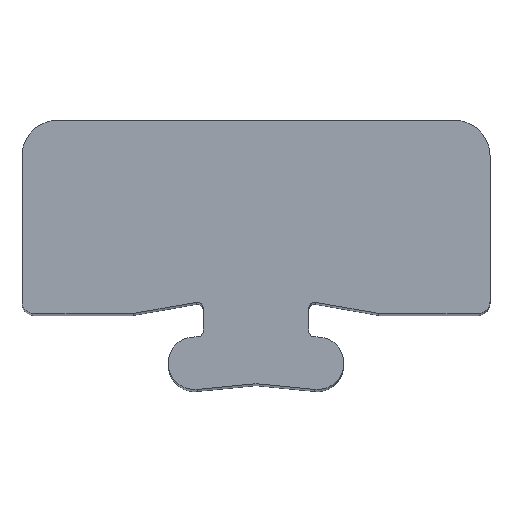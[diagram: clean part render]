
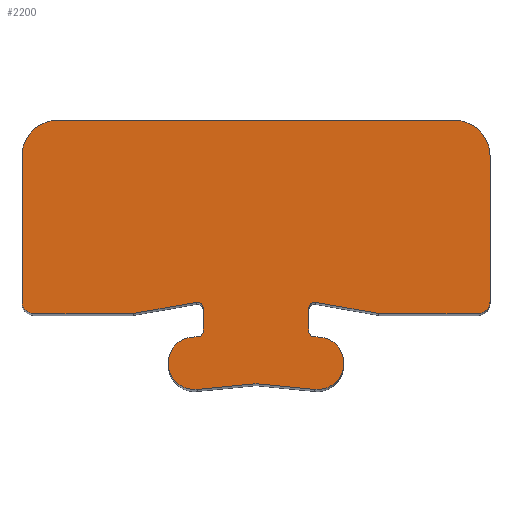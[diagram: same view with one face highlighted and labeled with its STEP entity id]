
A CAD part, top view. The second image highlights one B-rep face of the part: STEP entity #2200.
In plain terms, the highlighted planar face has unit normal (0, 0, 1).
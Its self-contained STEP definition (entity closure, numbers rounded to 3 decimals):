
#10=CARTESIAN_POINT('',(-23.83,-14.662,-1800.));
#20=DIRECTION('',(0.,0.,1.));
#30=DIRECTION('',(1.,0.,0.));
#40=AXIS2_PLACEMENT_3D('',#10,#20,#30);
#50=PLANE('',#40);
#60=CARTESIAN_POINT('',(-16.863,-1.151,-1800.));
#70=DIRECTION('',(0.995,0.097,0.));
#80=VECTOR('',#70,1.);
#90=LINE('',#60,#80);
#100=CARTESIAN_POINT('',(-16.863,-1.151,-1800.));
#110=VERTEX_POINT('',#100);
#120=CARTESIAN_POINT('',(-11.83,-0.662,-1800.));
#130=VERTEX_POINT('',#120);
#140=EDGE_CURVE('',#110,#130,#90,.T.);
#150=ORIENTED_EDGE('',*,*,#140,.T.);
#160=CARTESIAN_POINT('',(-17.08,1.088,-1800.));
#170=DIRECTION('',(0.,0.,-1.));
#180=DIRECTION('',(-1.,0.,0.));
#190=AXIS2_PLACEMENT_3D('',#160,#170,#180);
#200=CIRCLE('',#190,2.25);
#210=CARTESIAN_POINT('',(-17.08,3.338,-1800.));
#220=VERTEX_POINT('',#210);
#230=EDGE_CURVE('',#110,#220,#200,.T.);
#240=ORIENTED_EDGE('',*,*,#230,.F.);
#250=CARTESIAN_POINT('',(8.17,3.338,-1800.));
#260=DIRECTION('',(-1.,0.,0.));
#270=VECTOR('',#260,1.);
#280=LINE('',#250,#270);
#290=CARTESIAN_POINT('',(-16.83,3.338,-1800.));
#300=VERTEX_POINT('',#290);
#310=EDGE_CURVE('',#300,#220,#280,.T.);
#320=ORIENTED_EDGE('',*,*,#310,.T.);
#330=CARTESIAN_POINT('',(-16.83,3.838,-1800.));
#340=DIRECTION('',(0.,0.,1.));
#350=DIRECTION('',(1.,0.,0.));
#360=AXIS2_PLACEMENT_3D('',#330,#340,#350);
#370=CIRCLE('',#360,0.5);
#380=CARTESIAN_POINT('',(-16.33,3.838,-1800.));
#390=VERTEX_POINT('',#380);
#400=EDGE_CURVE('',#300,#390,#370,.T.);
#410=ORIENTED_EDGE('',*,*,#400,.F.);
#420=CARTESIAN_POINT('',(-16.33,-14.662,-1800.));
#430=DIRECTION('',(0.,-1.,0.));
#440=VECTOR('',#430,1.);
#450=LINE('',#420,#440);
#460=CARTESIAN_POINT('',(-16.33,5.8,-1800.));
#470=VERTEX_POINT('',#460);
#480=EDGE_CURVE('',#470,#390,#450,.T.);
#490=ORIENTED_EDGE('',*,*,#480,.T.);
#500=CARTESIAN_POINT('',(-16.83,5.8,-1800.));
#510=DIRECTION('',(0.,0.,-1.));
#520=DIRECTION('',(-1.,0.,0.));
#530=AXIS2_PLACEMENT_3D('',#500,#510,#520);
#540=CIRCLE('',#530,0.5);
#550=CARTESIAN_POINT('',(-16.917,6.293,-1800.));
#560=VERTEX_POINT('',#550);
#570=EDGE_CURVE('',#560,#470,#540,.T.);
#580=ORIENTED_EDGE('',*,*,#570,.T.);
#590=CARTESIAN_POINT('',(0.17,9.305,-1800.));
#600=DIRECTION('',(0.985,0.174,0.));
#610=VECTOR('',#600,1.);
#620=LINE('',#590,#610);
#630=CARTESIAN_POINT('',(-22.287,5.346,-1800.));
#640=VERTEX_POINT('',#630);
#650=EDGE_CURVE('',#640,#560,#620,.T.);
#660=ORIENTED_EDGE('',*,*,#650,.T.);
#670=CARTESIAN_POINT('',(-22.374,5.838,-1800.));
#680=DIRECTION('',(0.,0.,1.));
#690=DIRECTION('',(1.,0.,0.));
#700=AXIS2_PLACEMENT_3D('',#670,#680,#690);
#710=CIRCLE('',#700,0.5);
#720=CARTESIAN_POINT('',(-22.374,5.338,-1800.));
#730=VERTEX_POINT('',#720);
#740=EDGE_CURVE('',#730,#640,#710,.T.);
#750=ORIENTED_EDGE('',*,*,#740,.T.);
#760=CARTESIAN_POINT('',(-16.83,5.338,-1800.));
#770=DIRECTION('',(-1.,0.,0.));
#780=VECTOR('',#770,1.);
#790=LINE('',#760,#780);
#800=CARTESIAN_POINT('',(-30.83,5.338,-1800.));
#810=VERTEX_POINT('',#800);
#820=EDGE_CURVE('',#730,#810,#790,.T.);
#830=ORIENTED_EDGE('',*,*,#820,.F.);
#840=CARTESIAN_POINT('',(-30.83,6.338,-1800.));
#850=DIRECTION('',(0.,0.,-1.));
#860=DIRECTION('',(-1.,0.,0.));
#870=AXIS2_PLACEMENT_3D('',#840,#850,#860);
#880=CIRCLE('',#870,1.);
#890=CARTESIAN_POINT('',(-31.83,6.338,-1800.));
#900=VERTEX_POINT('',#890);
#910=EDGE_CURVE('',#810,#900,#880,.T.);
#920=ORIENTED_EDGE('',*,*,#910,.F.);
#930=CARTESIAN_POINT('',(-31.83,0.638,-1800.));
#940=DIRECTION('',(0.,1.,0.));
#950=VECTOR('',#940,1.);
#960=LINE('',#930,#950);
#970=CARTESIAN_POINT('',(-31.83,18.838,-1800.));
#980=VERTEX_POINT('',#970);
#990=EDGE_CURVE('',#900,#980,#960,.T.);
#1000=ORIENTED_EDGE('',*,*,#990,.F.);
#1010=CARTESIAN_POINT('',(-28.83,18.838,-1800.));
#1020=DIRECTION('',(0.,0.,-1.));
#1030=DIRECTION('',(-1.,0.,0.));
#1040=AXIS2_PLACEMENT_3D('',#1010,#1020,#1030);
#1050=CIRCLE('',#1040,3.);
#1060=CARTESIAN_POINT('',(-28.83,21.838,-1800.));
#1070=VERTEX_POINT('',#1060);
#1080=EDGE_CURVE('',#980,#1070,#1050,.T.);
#1090=ORIENTED_EDGE('',*,*,#1080,.F.);
#1100=CARTESIAN_POINT('',(-6.83,21.838,-1800.));
#1110=DIRECTION('',(1.,0.,0.));
#1120=VECTOR('',#1110,1.);
#1130=LINE('',#1100,#1120);
#1140=CARTESIAN_POINT('',(5.17,21.838,-1800.));
#1150=VERTEX_POINT('',#1140);
#1160=EDGE_CURVE('',#1070,#1150,#1130,.T.);
#1170=ORIENTED_EDGE('',*,*,#1160,.F.);
#1180=CARTESIAN_POINT('',(5.17,18.838,-1800.));
#1190=DIRECTION('',(0.,0.,1.));
#1200=DIRECTION('',(1.,0.,0.));
#1210=AXIS2_PLACEMENT_3D('',#1180,#1190,#1200);
#1220=CIRCLE('',#1210,3.);
#1230=CARTESIAN_POINT('',(8.17,18.838,-1800.));
#1240=VERTEX_POINT('',#1230);
#1250=EDGE_CURVE('',#1240,#1150,#1220,.T.);
#1260=ORIENTED_EDGE('',*,*,#1250,.T.);
#1270=CARTESIAN_POINT('',(8.17,0.638,-1800.));
#1280=DIRECTION('',(0.,1.,0.));
#1290=VECTOR('',#1280,1.);
#1300=LINE('',#1270,#1290);
#1310=CARTESIAN_POINT('',(8.17,6.338,-1800.));
#1320=VERTEX_POINT('',#1310);
#1330=EDGE_CURVE('',#1320,#1240,#1300,.T.);
#1340=ORIENTED_EDGE('',*,*,#1330,.T.);
#1350=CARTESIAN_POINT('',(7.17,6.338,-1800.));
#1360=DIRECTION('',(0.,0.,1.));
#1370=DIRECTION('',(1.,0.,0.));
#1380=AXIS2_PLACEMENT_3D('',#1350,#1360,#1370);
#1390=CIRCLE('',#1380,1.);
#1400=CARTESIAN_POINT('',(7.17,5.338,-1800.));
#1410=VERTEX_POINT('',#1400);
#1420=EDGE_CURVE('',#1410,#1320,#1390,.T.);
#1430=ORIENTED_EDGE('',*,*,#1420,.T.);
#1440=CARTESIAN_POINT('',(-6.83,5.338,-1800.));
#1450=DIRECTION('',(1.,0.,0.));
#1460=VECTOR('',#1450,1.);
#1470=LINE('',#1440,#1460);
#1480=CARTESIAN_POINT('',(-1.287,5.338,-1800.));
#1490=VERTEX_POINT('',#1480);
#1500=EDGE_CURVE('',#1490,#1410,#1470,.T.);
#1510=ORIENTED_EDGE('',*,*,#1500,.T.);
#1520=CARTESIAN_POINT('',(-1.287,5.838,-1800.));
#1530=DIRECTION('',(0.,0.,-1.));
#1540=DIRECTION('',(-1.,0.,0.));
#1550=AXIS2_PLACEMENT_3D('',#1520,#1530,#1540);
#1560=CIRCLE('',#1550,0.5);
#1570=CARTESIAN_POINT('',(-1.373,5.346,-1800.));
#1580=VERTEX_POINT('',#1570);
#1590=EDGE_CURVE('',#1490,#1580,#1560,.T.);
#1600=ORIENTED_EDGE('',*,*,#1590,.F.);
#1610=CARTESIAN_POINT('',(-23.83,9.305,-1800.));
#1620=DIRECTION('',(-0.985,0.174,0.));
#1630=VECTOR('',#1620,1.);
#1640=LINE('',#1610,#1630);
#1650=CARTESIAN_POINT('',(-6.744,6.293,-1800.));
#1660=VERTEX_POINT('',#1650);
#1670=EDGE_CURVE('',#1580,#1660,#1640,.T.);
#1680=ORIENTED_EDGE('',*,*,#1670,.F.);
#1690=CARTESIAN_POINT('',(-6.83,5.8,-1800.));
#1700=DIRECTION('',(0.,0.,1.));
#1710=DIRECTION('',(1.,0.,0.));
#1720=AXIS2_PLACEMENT_3D('',#1690,#1700,#1710);
#1730=CIRCLE('',#1720,0.5);
#1740=CARTESIAN_POINT('',(-7.33,5.8,-1800.));
#1750=VERTEX_POINT('',#1740);
#1760=EDGE_CURVE('',#1660,#1750,#1730,.T.);
#1770=ORIENTED_EDGE('',*,*,#1760,.F.);
#1780=CARTESIAN_POINT('',(-7.33,-14.662,-1800.));
#1790=DIRECTION('',(0.,-1.,0.));
#1800=VECTOR('',#1790,1.);
#1810=LINE('',#1780,#1800);
#1820=CARTESIAN_POINT('',(-7.33,3.838,-1800.));
#1830=VERTEX_POINT('',#1820);
#1840=EDGE_CURVE('',#1750,#1830,#1810,.T.);
#1850=ORIENTED_EDGE('',*,*,#1840,.F.);
#1860=CARTESIAN_POINT('',(-6.83,3.838,-1800.));
#1870=DIRECTION('',(0.,0.,-1.));
#1880=DIRECTION('',(-1.,0.,0.));
#1890=AXIS2_PLACEMENT_3D('',#1860,#1870,#1880);
#1900=CIRCLE('',#1890,0.5);
#1910=CARTESIAN_POINT('',(-6.83,3.338,-1800.));
#1920=VERTEX_POINT('',#1910);
#1930=EDGE_CURVE('',#1920,#1830,#1900,.T.);
#1940=ORIENTED_EDGE('',*,*,#1930,.T.);
#1950=CARTESIAN_POINT('',(-31.83,3.338,-1800.));
#1960=DIRECTION('',(1.,0.,0.));
#1970=VECTOR('',#1960,1.);
#1980=LINE('',#1950,#1970);
#1990=CARTESIAN_POINT('',(-6.58,3.338,-1800.));
#2000=VERTEX_POINT('',#1990);
#2010=EDGE_CURVE('',#1920,#2000,#1980,.T.);
#2020=ORIENTED_EDGE('',*,*,#2010,.F.);
#2030=CARTESIAN_POINT('',(-6.58,1.088,-1800.));
#2040=DIRECTION('',(0.,0.,1.));
#2050=DIRECTION('',(1.,0.,0.));
#2060=AXIS2_PLACEMENT_3D('',#2030,#2040,#2050);
#2070=CIRCLE('',#2060,2.25);
#2080=CARTESIAN_POINT('',(-6.798,-1.151,-1800.));
#2090=VERTEX_POINT('',#2080);
#2100=EDGE_CURVE('',#2090,#2000,#2070,.T.);
#2110=ORIENTED_EDGE('',*,*,#2100,.T.);
#2120=CARTESIAN_POINT('',(-6.798,-1.151,-1800.));
#2130=DIRECTION('',(-0.995,0.097,0.));
#2140=VECTOR('',#2130,1.);
#2150=LINE('',#2120,#2140);
#2160=EDGE_CURVE('',#2090,#130,#2150,.T.);
#2170=ORIENTED_EDGE('',*,*,#2160,.F.);
#2180=EDGE_LOOP('',(#2170,#2110,#2020,#1940,#1850,#1770,#1680,#1600,
#1510,#1430,#1340,#1260,#1170,#1090,#1000,#920,#830,#750,#660,#580,#490,
#410,#320,#240,#150));
#2190=FACE_OUTER_BOUND('',#2180,.T.);
#2200=ADVANCED_FACE('',(#2190),#50,.T.);
